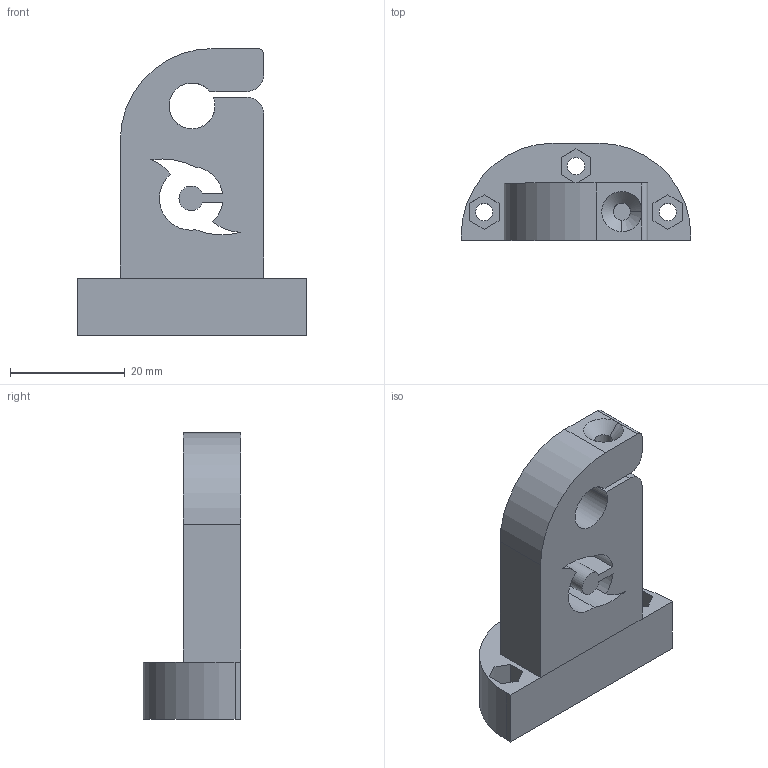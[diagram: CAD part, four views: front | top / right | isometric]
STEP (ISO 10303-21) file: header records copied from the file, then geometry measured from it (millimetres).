
FILE_DESCRIPTION(('FreeCAD Model'),'2;1');
FILE_NAME('Y_idler.step','2014-04-20T14:17:54',('FreeCAD'),('FreeCAD'), 'Open CASCADE STEP processor 6.3','FreeCAD','Unknown');
FILE_SCHEMA(('AUTOMOTIVE_DESIGN_CC2 { 1 2 10303 214 -1 1 5 4 }'));
Length unit declared in the file: millimetre
Products named in the file (1): FinalSolid
Bounding box: 40 x 17 x 50 mm (x, y, z)
Volume: 12798.3 mm3; surface area: 6253 mm2
Topology: 1 solids, 1 shells, 68 faces, 193 edges, 128 vertices
Faces by surface type: plane 44, cylinder 22, cone 1, bspline 1
Full cylindrical faces by diameter (mm): 3 x6
Entity records: 4827 total; most frequent: CARTESIAN_POINT 1014, DIRECTION 700, LINE 417, VECTOR 417, ORIENTED_EDGE 380, PCURVE 380, DEFINITIONAL_REPRESENTATION 380, EDGE_CURVE 190
